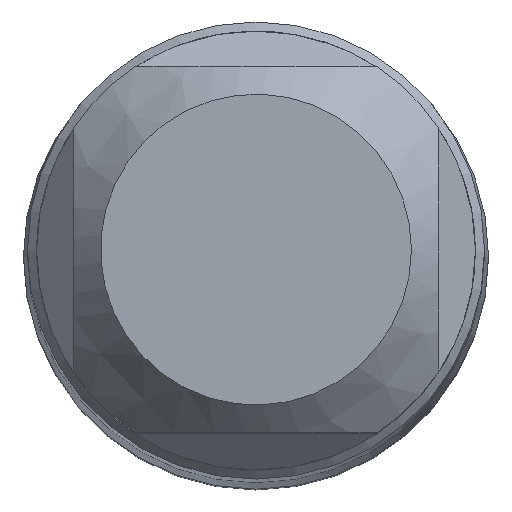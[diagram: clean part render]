
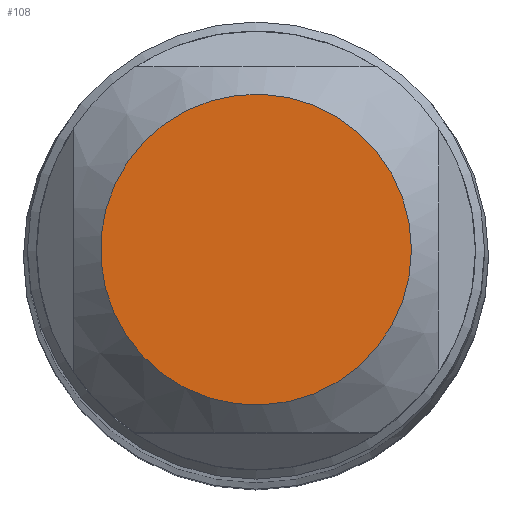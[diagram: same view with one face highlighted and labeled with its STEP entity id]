
A CAD part, top view. The second image highlights one B-rep face of the part: STEP entity #108.
In plain terms, the highlighted planar face has unit normal (0, 0, 1).
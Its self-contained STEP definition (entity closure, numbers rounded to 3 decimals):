
#43=PLANE('',#434);
#55=FACE_OUTER_BOUND('',#176,.T.);
#108=ADVANCED_FACE('',(#55),#43,.F.);
#176=EDGE_LOOP('',(#236));
#236=ORIENTED_EDGE('',*,*,#305,.T.);
#274=VERTEX_POINT('',#600);
#305=EDGE_CURVE('',#274,#274,#343,.T.);
#343=CIRCLE('',#409,3.4);
#409=AXIS2_PLACEMENT_3D('',#599,#464,#465);
#434=AXIS2_PLACEMENT_3D('',#681,#522,#523);
#464=DIRECTION('',(0.,0.,1.));
#465=DIRECTION('',(1.,0.,0.));
#522=DIRECTION('',(0.,0.,-1.));
#523=DIRECTION('',(-1.,0.,0.));
#599=CARTESIAN_POINT('',(0.,0.,0.));
#600=CARTESIAN_POINT('',(3.4,0.,0.));
#681=CARTESIAN_POINT('',(5.2,0.,0.));
